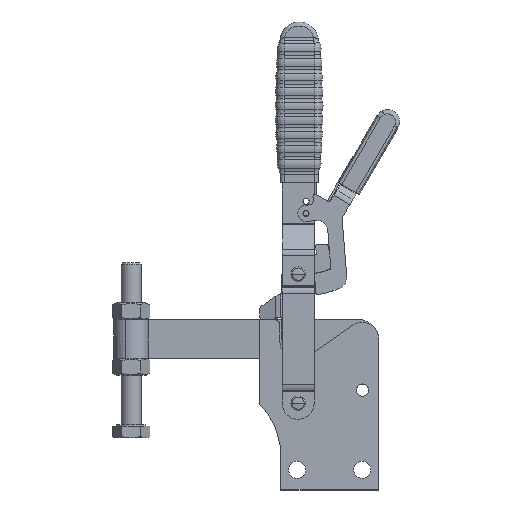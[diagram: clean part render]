
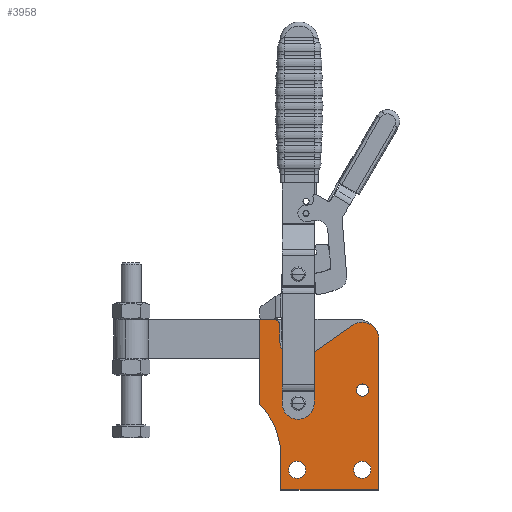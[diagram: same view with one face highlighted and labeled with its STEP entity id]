
A CAD part, top view. The second image highlights one B-rep face of the part: STEP entity #3958.
In plain terms, the highlighted planar face has unit normal (0, 0, 1).
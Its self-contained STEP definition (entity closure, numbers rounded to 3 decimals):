
#2987=CARTESIAN_POINT('',(-34.95,32.87,4.));
#2988=VERTEX_POINT('',#2987);
#2997=CARTESIAN_POINT('',(-28.45,32.87,4.0));
#2998=VERTEX_POINT('',#2997);
#2999=CARTESIAN_POINT('',(-31.7,32.87,4.0));
#3000=DIRECTION('',(0.0,0.0,1.0));
#3001=DIRECTION('',(-1.0,0.0,0.0));
#3002=AXIS2_PLACEMENT_3D('',#2999,#3000,#3001);
#3003=CIRCLE('',#3002,3.25);
#3004=EDGE_CURVE('',#2988,#2998,#3003,.T.);
#3281=CARTESIAN_POINT('',(-2.91,39.36,4.0));
#3282=VERTEX_POINT('',#3281);
#3291=CARTESIAN_POINT('',(3.09,39.36,4.0));
#3292=VERTEX_POINT('',#3291);
#3293=CARTESIAN_POINT('',(0.09,39.36,4.0));
#3294=DIRECTION('',(0.0,0.0,-1.0));
#3295=DIRECTION('',(-1.0,0.0,0.0));
#3296=AXIS2_PLACEMENT_3D('',#3293,#3294,#3295);
#3297=CIRCLE('',#3296,3.);
#3298=EDGE_CURVE('',#3292,#3282,#3297,.T.);
#3323=CARTESIAN_POINT('',(-36.45,0.,4.0));
#3324=VERTEX_POINT('',#3323);
#3333=CARTESIAN_POINT('',(-27.95,0.,4.0));
#3334=VERTEX_POINT('',#3333);
#3335=CARTESIAN_POINT('',(-32.2,0.,4.0));
#3336=DIRECTION('',(0.0,0.0,-1.0));
#3337=DIRECTION('',(-1.0,0.0,0.0));
#3338=AXIS2_PLACEMENT_3D('',#3335,#3336,#3337);
#3339=CIRCLE('',#3338,4.25);
#3340=EDGE_CURVE('',#3334,#3324,#3339,.T.);
#3365=CARTESIAN_POINT('',(-4.25,0.,4.0));
#3366=VERTEX_POINT('',#3365);
#3375=CARTESIAN_POINT('',(4.25,0.,4.0));
#3376=VERTEX_POINT('',#3375);
#3377=CARTESIAN_POINT('',(0.,0.,4.0));
#3378=DIRECTION('',(0.0,0.0,-1.0));
#3379=DIRECTION('',(-1.0,0.0,0.0));
#3380=AXIS2_PLACEMENT_3D('',#3377,#3378,#3379);
#3381=CIRCLE('',#3380,4.25);
#3382=EDGE_CURVE('',#3376,#3366,#3381,.T.);
#3409=CARTESIAN_POINT('',(-41.579,73.231,4.0));
#3410=VERTEX_POINT('',#3409);
#3426=CARTESIAN_POINT('',(-43.7,74.11,4.0));
#3427=VERTEX_POINT('',#3426);
#3434=CARTESIAN_POINT('',(-43.7,71.11,4.0));
#3435=DIRECTION('',(0.0,0.0,-1.0));
#3436=DIRECTION('',(0.707,0.707,0.0));
#3437=AXIS2_PLACEMENT_3D('',#3434,#3435,#3436);
#3438=CIRCLE('',#3437,3.);
#3439=EDGE_CURVE('',#3427,#3410,#3438,.T.);
#3450=CARTESIAN_POINT('',(-40.7,71.11,4.0));
#3451=VERTEX_POINT('',#3450);
#3452=CARTESIAN_POINT('',(-43.7,71.11,4.0));
#3453=DIRECTION('',(0.0,0.0,-1.0));
#3454=DIRECTION('',(0.707,0.707,0.0));
#3455=AXIS2_PLACEMENT_3D('',#3452,#3453,#3454);
#3456=CIRCLE('',#3455,3.);
#3457=EDGE_CURVE('',#3410,#3451,#3456,.T.);
#3633=CARTESIAN_POINT('',(-40.7,63.41,4.0));
#3634=VERTEX_POINT('',#3633);
#3635=CARTESIAN_POINT('',(-40.7,71.11,4.0));
#3636=DIRECTION('',(0.0,-1.0,0.0));
#3637=VECTOR('',#3636,7.7);
#3638=LINE('',#3635,#3637);
#3639=EDGE_CURVE('',#3451,#3634,#3638,.T.);
#3659=CARTESIAN_POINT('',(0.,0.,4.0));
#3660=DIRECTION('',(0.0,0.0,-1.0));
#3661=DIRECTION('',(-1.0,0.0,0.0));
#3662=AXIS2_PLACEMENT_3D('',#3659,#3660,#3661);
#3663=CIRCLE('',#3662,4.25);
#3664=EDGE_CURVE('',#3366,#3376,#3663,.T.);
#3677=CARTESIAN_POINT('',(-32.2,0.,4.0));
#3678=DIRECTION('',(0.0,0.0,-1.0));
#3679=DIRECTION('',(-1.0,0.0,0.0));
#3680=AXIS2_PLACEMENT_3D('',#3677,#3678,#3679);
#3681=CIRCLE('',#3680,4.25);
#3682=EDGE_CURVE('',#3324,#3334,#3681,.T.);
#3695=CARTESIAN_POINT('',(0.09,39.36,4.0));
#3696=DIRECTION('',(0.0,0.0,-1.0));
#3697=DIRECTION('',(-1.0,0.0,0.0));
#3698=AXIS2_PLACEMENT_3D('',#3695,#3696,#3697);
#3699=CIRCLE('',#3698,3.);
#3700=EDGE_CURVE('',#3282,#3292,#3699,.T.);
#3710=CARTESIAN_POINT('',(-40.23,-9.91,4.0));
#3711=VERTEX_POINT('',#3710);
#3712=CARTESIAN_POINT('',(-40.23,7.048,4.0));
#3713=VERTEX_POINT('',#3712);
#3714=CARTESIAN_POINT('',(-40.23,-9.91,4.0));
#3715=DIRECTION('',(0.0,1.0,0.0));
#3716=VECTOR('',#3715,16.958);
#3717=LINE('',#3714,#3716);
#3718=EDGE_CURVE('',#3711,#3713,#3717,.T.);
#3741=CARTESIAN_POINT('',(-50.77,32.5,4.0));
#3742=VERTEX_POINT('',#3741);
#3743=CARTESIAN_POINT('',(-76.23,7.048,4.0));
#3744=DIRECTION('',(0.0,0.0,1.0));
#3745=DIRECTION('',(-1.0,0.0,0.0));
#3746=AXIS2_PLACEMENT_3D('',#3743,#3744,#3745);
#3747=CIRCLE('',#3746,36.0);
#3748=EDGE_CURVE('',#3713,#3742,#3747,.T.);
#3766=CARTESIAN_POINT('',(-50.77,74.11,4.0));
#3767=VERTEX_POINT('',#3766);
#3768=CARTESIAN_POINT('',(-50.77,32.5,4.0));
#3769=DIRECTION('',(0.0,1.0,0.0));
#3770=VECTOR('',#3769,41.61);
#3771=LINE('',#3768,#3770);
#3772=EDGE_CURVE('',#3742,#3767,#3771,.T.);
#3793=CARTESIAN_POINT('',(-50.77,74.11,4.0));
#3794=DIRECTION('',(1.0,0.0,0.0));
#3795=VECTOR('',#3794,7.07);
#3796=LINE('',#3793,#3795);
#3797=EDGE_CURVE('',#3767,#3427,#3796,.T.);
#3807=CARTESIAN_POINT('',(-26.521,56.049,4.0));
#3808=VERTEX_POINT('',#3807);
#3809=CARTESIAN_POINT('',(-31.7,63.41,4.0));
#3810=DIRECTION('',(0.0,0.0,1.0));
#3811=DIRECTION('',(1.0,0.0,0.0));
#3812=AXIS2_PLACEMENT_3D('',#3809,#3810,#3811);
#3813=CIRCLE('',#3812,9.0);
#3814=EDGE_CURVE('',#3634,#3808,#3813,.T.);
#3832=CARTESIAN_POINT('',(-4.742,71.371,4.0));
#3833=VERTEX_POINT('',#3832);
#3834=CARTESIAN_POINT('',(-26.521,56.049,4.0));
#3835=DIRECTION('',(0.818,0.575,0.0));
#3836=VECTOR('',#3835,26.629);
#3837=LINE('',#3834,#3836);
#3838=EDGE_CURVE('',#3808,#3833,#3837,.T.);
#3856=CARTESIAN_POINT('',(8.05,64.73,4.0));
#3857=VERTEX_POINT('',#3856);
#3858=CARTESIAN_POINT('',(-0.07,64.73,4.0));
#3859=DIRECTION('',(0.0,0.0,-1.0));
#3860=DIRECTION('',(1.0,0.0,0.0));
#3861=AXIS2_PLACEMENT_3D('',#3858,#3859,#3860);
#3862=CIRCLE('',#3861,8.12);
#3863=EDGE_CURVE('',#3833,#3857,#3862,.T.);
#3881=CARTESIAN_POINT('',(8.05,-9.91,4.0));
#3882=VERTEX_POINT('',#3881);
#3883=CARTESIAN_POINT('',(8.05,64.73,4.0));
#3884=DIRECTION('',(0.0,-1.0,0.0));
#3885=VECTOR('',#3884,74.64);
#3886=LINE('',#3883,#3885);
#3887=EDGE_CURVE('',#3857,#3882,#3886,.T.);
#3905=CARTESIAN_POINT('',(8.05,-9.91,4.0));
#3906=DIRECTION('',(-1.0,0.0,0.0));
#3907=VECTOR('',#3906,48.28);
#3908=LINE('',#3905,#3907);
#3909=EDGE_CURVE('',#3882,#3711,#3908,.T.);
#3917=CARTESIAN_POINT('',(-20.922,33.57,4.0));
#3918=DIRECTION('',(0.0,0.0,1.0));
#3919=DIRECTION('',(1.0,0.0,0.0));
#3920=AXIS2_PLACEMENT_3D('',#3917,#3918,#3919);
#3921=PLANE('',#3920);
#3922=ORIENTED_EDGE('',*,*,#3439,.F.);
#3923=ORIENTED_EDGE('',*,*,#3797,.F.);
#3924=ORIENTED_EDGE('',*,*,#3772,.F.);
#3925=ORIENTED_EDGE('',*,*,#3748,.F.);
#3926=ORIENTED_EDGE('',*,*,#3718,.F.);
#3927=ORIENTED_EDGE('',*,*,#3909,.F.);
#3928=ORIENTED_EDGE('',*,*,#3887,.F.);
#3929=ORIENTED_EDGE('',*,*,#3863,.F.);
#3930=ORIENTED_EDGE('',*,*,#3838,.F.);
#3931=ORIENTED_EDGE('',*,*,#3814,.F.);
#3932=ORIENTED_EDGE('',*,*,#3639,.F.);
#3933=ORIENTED_EDGE('',*,*,#3457,.F.);
#3934=EDGE_LOOP('',(#3922,#3923,#3924,#3925,#3926,#3927,#3928,#3929,#3930,#3931,#3932,#3933));
#3935=FACE_OUTER_BOUND('',#3934,.T.);
#3936=CARTESIAN_POINT('',(-31.7,32.87,4.0));
#3937=DIRECTION('',(0.0,0.0,1.0));
#3938=DIRECTION('',(-1.0,0.0,0.0));
#3939=AXIS2_PLACEMENT_3D('',#3936,#3937,#3938);
#3940=CIRCLE('',#3939,3.25);
#3941=EDGE_CURVE('',#2998,#2988,#3940,.T.);
#3942=ORIENTED_EDGE('',*,*,#3941,.F.);
#3943=ORIENTED_EDGE('',*,*,#3004,.F.);
#3944=EDGE_LOOP('',(#3942,#3943));
#3945=FACE_BOUND('',#3944,.T.);
#3946=ORIENTED_EDGE('',*,*,#3382,.T.);
#3947=ORIENTED_EDGE('',*,*,#3664,.T.);
#3948=EDGE_LOOP('',(#3946,#3947));
#3949=FACE_BOUND('',#3948,.T.);
#3950=ORIENTED_EDGE('',*,*,#3340,.T.);
#3951=ORIENTED_EDGE('',*,*,#3682,.T.);
#3952=EDGE_LOOP('',(#3950,#3951));
#3953=FACE_BOUND('',#3952,.T.);
#3954=ORIENTED_EDGE('',*,*,#3298,.T.);
#3955=ORIENTED_EDGE('',*,*,#3700,.T.);
#3956=EDGE_LOOP('',(#3954,#3955));
#3957=FACE_BOUND('',#3956,.T.);
#3958=ADVANCED_FACE('',(#3935,#3945,#3949,#3953,#3957),#3921,.T.);
